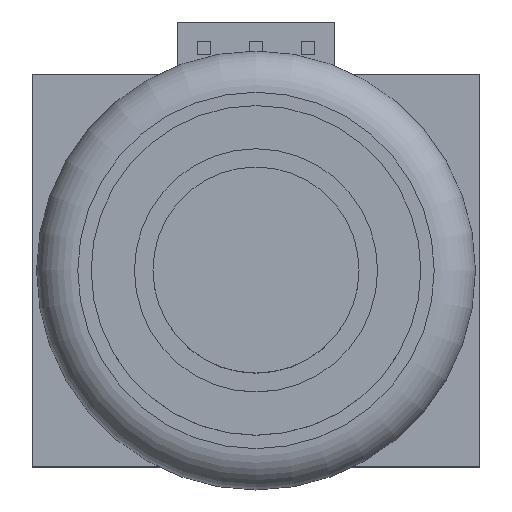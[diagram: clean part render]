
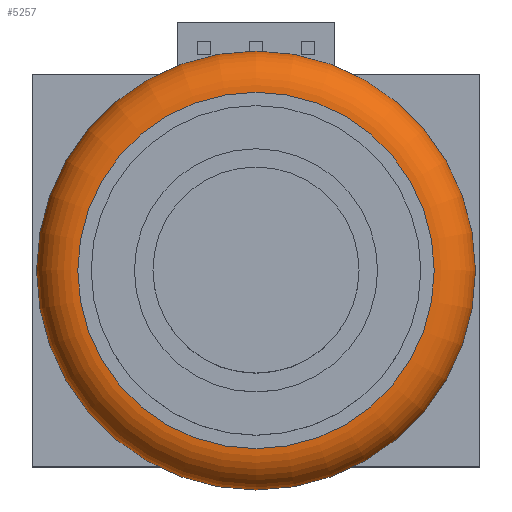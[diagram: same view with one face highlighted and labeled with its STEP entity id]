
A CAD part, top view. The second image highlights one B-rep face of the part: STEP entity #5257.
In plain terms, the highlighted toroidal (fillet/blend) face has major radius 8.65 mm and minor radius 2 mm.
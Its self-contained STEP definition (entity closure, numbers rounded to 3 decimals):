
#5188 = CYLINDRICAL_SURFACE('',#5189,10.65);
#5189 = AXIS2_PLACEMENT_3D('',#5190,#5191,#5192);
#5190 = CARTESIAN_POINT('',(0.,0.,22.9));
#5191 = DIRECTION('',(-0.,-0.,-1.));
#5192 = DIRECTION('',(1.,0.,0.));
#5207 = VERTEX_POINT('',#5208);
#5208 = CARTESIAN_POINT('',(10.65,0.,23.1));
#5229 = EDGE_CURVE('',#5207,#5207,#5230,.T.);
#5230 = SURFACE_CURVE('',#5231,(#5236,#5243),.PCURVE_S1.);
#5231 = CIRCLE('',#5232,10.65);
#5232 = AXIS2_PLACEMENT_3D('',#5233,#5234,#5235);
#5233 = CARTESIAN_POINT('',(0.,0.,23.1));
#5234 = DIRECTION('',(0.,0.,1.));
#5235 = DIRECTION('',(1.,0.,0.));
#5236 = PCURVE('',#5188,#5237);
#5237 = DEFINITIONAL_REPRESENTATION('',(#5238),#5242);
#5238 = LINE('',#5239,#5240);
#5239 = CARTESIAN_POINT('',(-0.,-0.2));
#5240 = VECTOR('',#5241,1.);
#5241 = DIRECTION('',(-1.,0.));
#5242 = ( GEOMETRIC_REPRESENTATION_CONTEXT(2) 
PARAMETRIC_REPRESENTATION_CONTEXT() REPRESENTATION_CONTEXT('2D SPACE',''
  ) );
#5243 = PCURVE('',#5244,#5249);
#5244 = TOROIDAL_SURFACE('',#5245,8.65,2.);
#5245 = AXIS2_PLACEMENT_3D('',#5246,#5247,#5248);
#5246 = CARTESIAN_POINT('',(0.,0.,23.1));
#5247 = DIRECTION('',(0.,0.,1.));
#5248 = DIRECTION('',(1.,0.,0.));
#5249 = DEFINITIONAL_REPRESENTATION('',(#5250),#5254);
#5250 = LINE('',#5251,#5252);
#5251 = CARTESIAN_POINT('',(0.,0.));
#5252 = VECTOR('',#5253,1.);
#5253 = DIRECTION('',(1.,0.));
#5254 = ( GEOMETRIC_REPRESENTATION_CONTEXT(2) 
PARAMETRIC_REPRESENTATION_CONTEXT() REPRESENTATION_CONTEXT('2D SPACE',''
  ) );
#5257 = ADVANCED_FACE('',(#5258),#5244,.T.);
#5258 = FACE_BOUND('',#5259,.T.);
#5259 = EDGE_LOOP('',(#5260,#5282,#5283,#5284));
#5260 = ORIENTED_EDGE('',*,*,#5261,.F.);
#5261 = EDGE_CURVE('',#5207,#5262,#5264,.T.);
#5262 = VERTEX_POINT('',#5263);
#5263 = CARTESIAN_POINT('',(8.65,0.,25.1));
#5264 = SEAM_CURVE('',#5265,(#5270,#5276),.PCURVE_S1.);
#5265 = CIRCLE('',#5266,2.);
#5266 = AXIS2_PLACEMENT_3D('',#5267,#5268,#5269);
#5267 = CARTESIAN_POINT('',(8.65,0.,23.1));
#5268 = DIRECTION('',(0.,-1.,0.));
#5269 = DIRECTION('',(1.,0.,0.));
#5270 = PCURVE('',#5244,#5271);
#5271 = DEFINITIONAL_REPRESENTATION('',(#5272),#5275);
#5272 = B_SPLINE_CURVE_WITH_KNOTS('',1,(#5273,#5274),.UNSPECIFIED.,.F.,
  .F.,(2,2),(0.,1.571),.PIECEWISE_BEZIER_KNOTS.);
#5273 = CARTESIAN_POINT('',(0.,0.));
#5274 = CARTESIAN_POINT('',(0.,1.571));
#5275 = ( GEOMETRIC_REPRESENTATION_CONTEXT(2) 
PARAMETRIC_REPRESENTATION_CONTEXT() REPRESENTATION_CONTEXT('2D SPACE',''
  ) );
#5276 = PCURVE('',#5244,#5277);
#5277 = DEFINITIONAL_REPRESENTATION('',(#5278),#5281);
#5278 = B_SPLINE_CURVE_WITH_KNOTS('',1,(#5279,#5280),.UNSPECIFIED.,.F.,
  .F.,(2,2),(0.,1.571),.PIECEWISE_BEZIER_KNOTS.);
#5279 = CARTESIAN_POINT('',(6.283,0.));
#5280 = CARTESIAN_POINT('',(6.283,1.571));
#5281 = ( GEOMETRIC_REPRESENTATION_CONTEXT(2) 
PARAMETRIC_REPRESENTATION_CONTEXT() REPRESENTATION_CONTEXT('2D SPACE',''
  ) );
#5282 = ORIENTED_EDGE('',*,*,#5229,.T.);
#5283 = ORIENTED_EDGE('',*,*,#5261,.T.);
#5284 = ORIENTED_EDGE('',*,*,#5285,.F.);
#5285 = EDGE_CURVE('',#5262,#5262,#5286,.T.);
#5286 = SURFACE_CURVE('',#5287,(#5292,#5299),.PCURVE_S1.);
#5287 = CIRCLE('',#5288,8.65);
#5288 = AXIS2_PLACEMENT_3D('',#5289,#5290,#5291);
#5289 = CARTESIAN_POINT('',(0.,0.,25.1));
#5290 = DIRECTION('',(0.,0.,1.));
#5291 = DIRECTION('',(1.,0.,0.));
#5292 = PCURVE('',#5244,#5293);
#5293 = DEFINITIONAL_REPRESENTATION('',(#5294),#5298);
#5294 = LINE('',#5295,#5296);
#5295 = CARTESIAN_POINT('',(0.,1.571));
#5296 = VECTOR('',#5297,1.);
#5297 = DIRECTION('',(1.,0.));
#5298 = ( GEOMETRIC_REPRESENTATION_CONTEXT(2) 
PARAMETRIC_REPRESENTATION_CONTEXT() REPRESENTATION_CONTEXT('2D SPACE',''
  ) );
#5299 = PCURVE('',#5300,#5305);
#5300 = PLANE('',#5301);
#5301 = AXIS2_PLACEMENT_3D('',#5302,#5303,#5304);
#5302 = CARTESIAN_POINT('',(0.,0.,25.1));
#5303 = DIRECTION('',(0.,0.,1.));
#5304 = DIRECTION('',(1.,0.,0.));
#5305 = DEFINITIONAL_REPRESENTATION('',(#5306),#5310);
#5306 = CIRCLE('',#5307,8.65);
#5307 = AXIS2_PLACEMENT_2D('',#5308,#5309);
#5308 = CARTESIAN_POINT('',(0.,0.));
#5309 = DIRECTION('',(1.,0.));
#5310 = ( GEOMETRIC_REPRESENTATION_CONTEXT(2) 
PARAMETRIC_REPRESENTATION_CONTEXT() REPRESENTATION_CONTEXT('2D SPACE',''
  ) );
